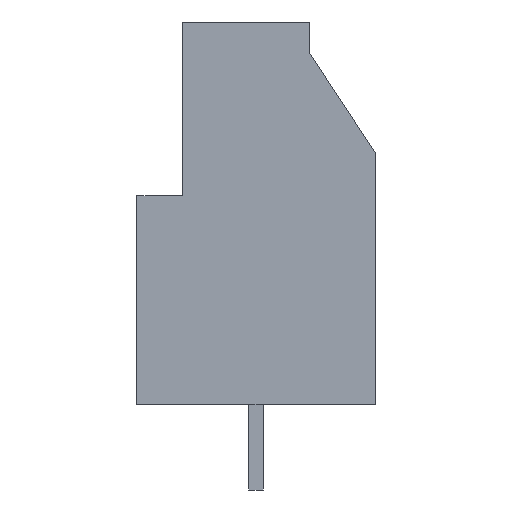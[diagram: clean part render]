
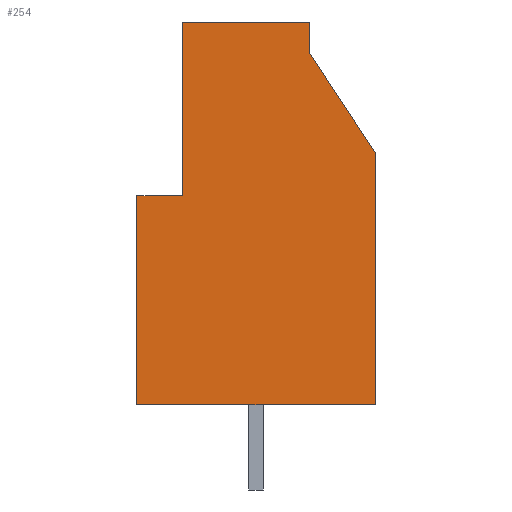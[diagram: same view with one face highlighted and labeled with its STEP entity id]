
A CAD part, front view. The second image highlights one B-rep face of the part: STEP entity #254.
In plain terms, the highlighted planar face has unit normal (0, -1, 0).
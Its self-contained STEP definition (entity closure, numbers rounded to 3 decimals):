
#254=ADVANCED_FACE('',(#1031),#1033,.F.);
#1031=FACE_OUTER_BOUND('',#1032,.T.);
#1032=EDGE_LOOP('',(#1635,#1636,#1637,#1638,#1639,#1640,#1641,#1642));
#1033=PLANE('',#1034);
#1034=AXIS2_PLACEMENT_3D('',#1035,#1036,#1037);
#1035=CARTESIAN_POINT('',(0.,-2.54,0.));
#1036=DIRECTION('',(-0.,1.,0.));
#1037=DIRECTION('',(1.,0.,0.));
#1635=ORIENTED_EDGE('',*,*,#1994,.F.);
#1636=ORIENTED_EDGE('',*,*,#2000,.F.);
#1637=ORIENTED_EDGE('',*,*,#2005,.F.);
#1638=ORIENTED_EDGE('',*,*,#1996,.F.);
#1639=ORIENTED_EDGE('',*,*,#1990,.F.);
#1640=ORIENTED_EDGE('',*,*,#1987,.F.);
#1641=ORIENTED_EDGE('',*,*,#1984,.F.);
#1642=ORIENTED_EDGE('',*,*,#1981,.F.);
#1981=EDGE_CURVE('',#2212,#2214,#2215,.T.);
#1984=EDGE_CURVE('',#2214,#2219,#2220,.T.);
#1987=EDGE_CURVE('',#2219,#2224,#2225,.T.);
#1990=EDGE_CURVE('',#2224,#2229,#2230,.T.);
#1994=EDGE_CURVE('',#2234,#2212,#2236,.T.);
#1996=EDGE_CURVE('',#2229,#2239,#2240,.T.);
#2000=EDGE_CURVE('',#2244,#2234,#2246,.T.);
#2005=EDGE_CURVE('',#2239,#2244,#2254,.T.);
#2212=VERTEX_POINT('',#2640);
#2214=VERTEX_POINT('',#2644);
#2215=LINE('',#2645,#2646);
#2219=VERTEX_POINT('',#2655);
#2220=LINE('',#2656,#2657);
#2224=VERTEX_POINT('',#2666);
#2225=LINE('',#2667,#2668);
#2229=VERTEX_POINT('',#2677);
#2230=LINE('',#2678,#2679);
#2234=VERTEX_POINT('',#2688);
#2236=LINE('',#2692,#2693);
#2239=VERTEX_POINT('',#2699);
#2240=LINE('',#2700,#2701);
#2244=VERTEX_POINT('',#2710);
#2246=LINE('',#2714,#2715);
#2254=LINE('',#2735,#2736);
#2640=CARTESIAN_POINT('',(5.6,-2.54,11.852));
#2644=CARTESIAN_POINT('',(5.6,-2.54,0.));
#2645=CARTESIAN_POINT('',(5.6,-2.54,11.852));
#2646=VECTOR('',#2647,1.);
#2647=DIRECTION('',(0.,0.,-1.));
#2655=CARTESIAN_POINT('',(-5.6,-2.54,0.));
#2656=CARTESIAN_POINT('',(5.6,-2.54,0.));
#2657=VECTOR('',#2658,1.);
#2658=DIRECTION('',(-1.,0.,0.));
#2666=CARTESIAN_POINT('',(-5.6,-2.54,9.84));
#2667=CARTESIAN_POINT('',(-5.6,-2.54,0.));
#2668=VECTOR('',#2669,1.);
#2669=DIRECTION('',(0.,0.,1.));
#2677=CARTESIAN_POINT('',(-3.451,-2.54,9.84));
#2678=CARTESIAN_POINT('',(-5.6,-2.54,9.84));
#2679=VECTOR('',#2680,1.);
#2680=DIRECTION('',(1.,0.,0.));
#2688=CARTESIAN_POINT('',(2.532,-2.54,16.521));
#2692=CARTESIAN_POINT('',(2.532,-2.54,16.521));
#2693=VECTOR('',#2694,1.);
#2694=DIRECTION('',(0.549,0.,-0.836));
#2699=CARTESIAN_POINT('',(-3.451,-2.54,18.002));
#2700=CARTESIAN_POINT('',(-3.451,-2.54,9.84));
#2701=VECTOR('',#2702,1.);
#2702=DIRECTION('',(0.,0.,1.));
#2710=CARTESIAN_POINT('',(2.532,-2.54,18.002));
#2714=CARTESIAN_POINT('',(2.532,-2.54,18.002));
#2715=VECTOR('',#2716,1.);
#2716=DIRECTION('',(0.,0.,-1.));
#2735=CARTESIAN_POINT('',(-3.451,-2.54,18.002));
#2736=VECTOR('',#2737,1.);
#2737=DIRECTION('',(1.,0.,0.));
